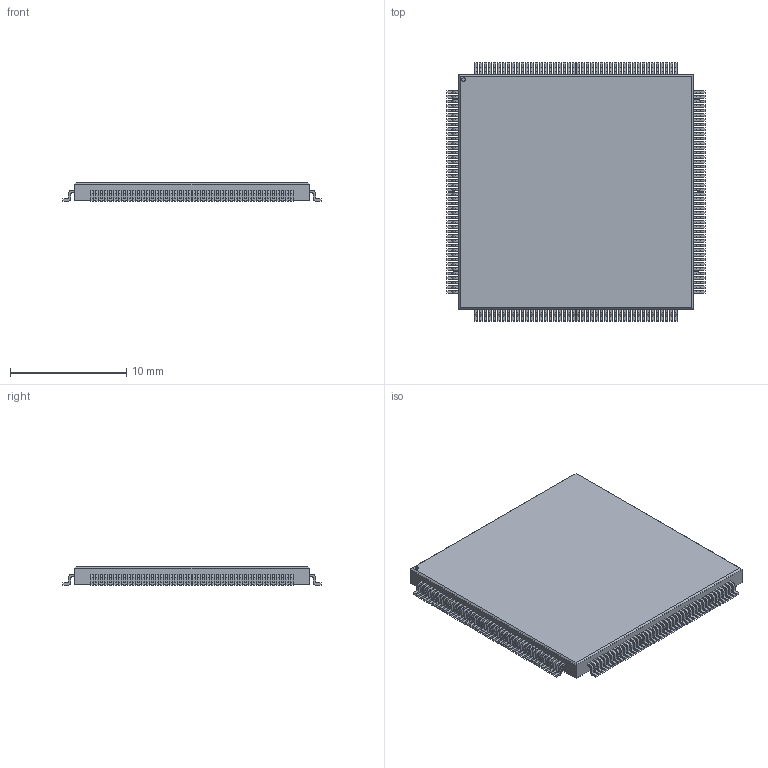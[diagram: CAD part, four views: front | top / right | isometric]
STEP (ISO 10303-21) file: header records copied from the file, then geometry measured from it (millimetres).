
FILE_DESCRIPTION(/* description */ (''),/* implementation_level */ '2;1');
FILE_NAME(/* name */ 'qfp_1634656291500.stp',/* time_stamp */ '2021-10-19T15:11:39+00:00',/* author */ (''),/* organization */ (''),/* preprocessor_version */ 'ST-DEVELOPER v18.1',/* originating_system */ 'ASM',/* authorisation */ '');
FILE_SCHEMA (('AUTOMOTIVE_DESIGN { 1 0 10303 214 3 1 1 }'));
Products named in the file (1): qfp_1634656291500
Bounding box: 22.2 x 22.2 x 1.6 mm (x, y, z)
Volume: 644.5 mm3; surface area: 1174.1 mm2
Topology: 1 solids, 1 shells, 2300 faces, 6359 edges, 4238 vertices
Faces by surface type: plane 1595, cylinder 705
Full cylindrical faces by diameter (mm): 0.3 x1
Entity records: 75493 total; most frequent: CARTESIAN_POINT 12898, ORIENTED_EDGE 12718, DIRECTION 12371, EDGE_CURVE 6359, LINE 4949, VECTOR 4949, VERTEX_POINT 4238, AXIS2_PLACEMENT_3D 3711
